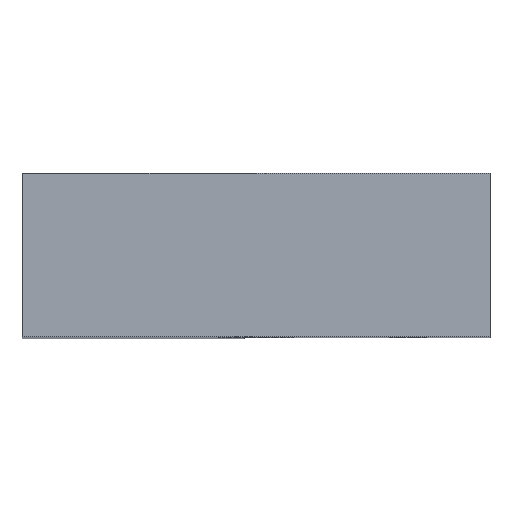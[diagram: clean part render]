
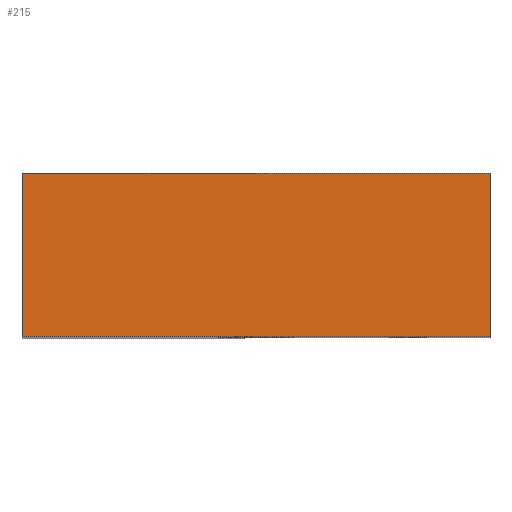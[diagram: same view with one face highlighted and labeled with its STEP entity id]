
A CAD part, top view. The second image highlights one B-rep face of the part: STEP entity #215.
In plain terms, the highlighted planar face has unit normal (0, 0, 1).
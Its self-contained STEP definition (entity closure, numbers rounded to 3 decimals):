
#27 = LINE ( 'NONE', #424, #31 ) ;
#31 = VECTOR ( 'NONE', #773, 1000. ) ;
#109 = FACE_OUTER_BOUND ( 'NONE', #766, .T. ) ;
#120 = EDGE_CURVE ( 'NONE', #280, #569, #176, .T. ) ;
#142 = ORIENTED_EDGE ( 'NONE', *, *, #120, .T. ) ;
#165 = VECTOR ( 'NONE', #267, 1000. ) ;
#169 = DIRECTION ( 'NONE',  ( -1., 0., 0. ) ) ;
#176 = LINE ( 'NONE', #369, #540 ) ;
#196 = CARTESIAN_POINT ( 'NONE',  ( -10., -5., 85. ) ) ;
#215 = ADVANCED_FACE ( 'NONE', ( #109 ), #775, .F. ) ;
#230 = AXIS2_PLACEMENT_3D ( 'NONE', #293, #231, #169 ) ;
#231 = DIRECTION ( 'NONE',  ( 0., 0., -1. ) ) ;
#250 = ORIENTED_EDGE ( 'NONE', *, *, #657, .F. ) ;
#267 = DIRECTION ( 'NONE',  ( -1., 0., 0. ) ) ;
#280 = VERTEX_POINT ( 'NONE', #336 ) ;
#293 = CARTESIAN_POINT ( 'NONE',  ( 0., -19., 85. ) ) ;
#299 = CARTESIAN_POINT ( 'NONE',  ( 30., -5., 85. ) ) ;
#336 = CARTESIAN_POINT ( 'NONE',  ( 30., -19., 85. ) ) ;
#344 = EDGE_CURVE ( 'NONE', #515, #774, #589, .T. ) ;
#360 = DIRECTION ( 'NONE',  ( 0., 1., 0. ) ) ;
#361 = ORIENTED_EDGE ( 'NONE', *, *, #344, .F. ) ;
#369 = CARTESIAN_POINT ( 'NONE',  ( 30., -19., 85. ) ) ;
#385 = EDGE_CURVE ( 'NONE', #569, #774, #27, .T. ) ;
#424 = CARTESIAN_POINT ( 'NONE',  ( 0., -5., 85. ) ) ;
#444 = VECTOR ( 'NONE', #360, 1000. ) ;
#511 = CARTESIAN_POINT ( 'NONE',  ( 0., -19., 85. ) ) ;
#515 = VERTEX_POINT ( 'NONE', #683 ) ;
#520 = LINE ( 'NONE', #511, #165 ) ;
#537 = CARTESIAN_POINT ( 'NONE',  ( -10., -19., 85. ) ) ;
#540 = VECTOR ( 'NONE', #622, 1000. ) ;
#569 = VERTEX_POINT ( 'NONE', #299 ) ;
#589 = LINE ( 'NONE', #537, #444 ) ;
#622 = DIRECTION ( 'NONE',  ( 0., 1., 0. ) ) ;
#647 = ORIENTED_EDGE ( 'NONE', *, *, #385, .T. ) ;
#657 = EDGE_CURVE ( 'NONE', #280, #515, #520, .T. ) ;
#683 = CARTESIAN_POINT ( 'NONE',  ( -10., -19., 85. ) ) ;
#766 = EDGE_LOOP ( 'NONE', ( #647, #361, #250, #142 ) ) ;
#773 = DIRECTION ( 'NONE',  ( -1., 0., 0. ) ) ;
#774 = VERTEX_POINT ( 'NONE', #196 ) ;
#775 = PLANE ( 'NONE',  #230 ) ;
